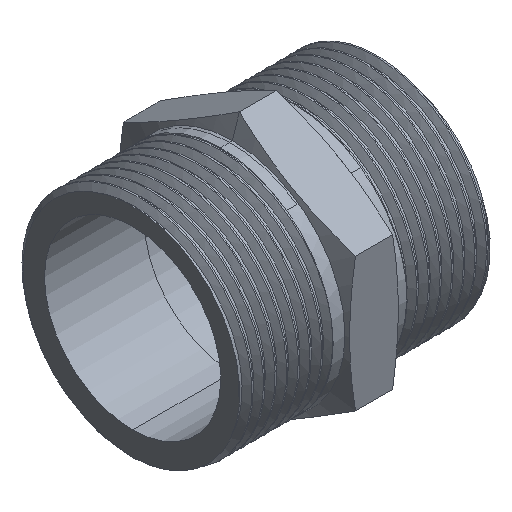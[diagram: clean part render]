
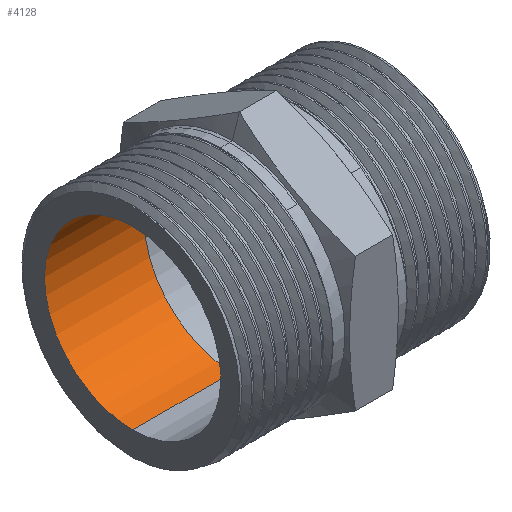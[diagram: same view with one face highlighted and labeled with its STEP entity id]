
A CAD part, isometric view. The second image highlights one B-rep face of the part: STEP entity #4128.
In plain terms, the highlighted cylindrical face has radius 19 mm (diameter 38 mm), a partial arc.
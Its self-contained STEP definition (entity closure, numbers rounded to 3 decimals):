
#31 = VERTEX_POINT ( 'NONE', #3851 ) ;
#52 = DIRECTION ( 'NONE',  ( -1., 0., 0. ) ) ;
#53 = DIRECTION ( 'NONE',  ( 0., 0., 1. ) ) ;
#81 = AXIS2_PLACEMENT_3D ( 'NONE', #5921, #52, #2449 ) ;
#342 = DIRECTION ( 'NONE',  ( -1., 0., 0. ) ) ;
#545 = CARTESIAN_POINT ( 'NONE',  ( -5.5, 0., 0. ) ) ;
#610 = ORIENTED_EDGE ( 'NONE', *, *, #6180, .F. ) ;
#796 = CARTESIAN_POINT ( 'NONE',  ( -27., 0., 19. ) ) ;
#1193 = DIRECTION ( 'NONE',  ( 0., 0., 1. ) ) ;
#1364 = CARTESIAN_POINT ( 'NONE',  ( -17.297, 0., 19. ) ) ;
#1862 = VERTEX_POINT ( 'NONE', #796 ) ;
#1983 = CYLINDRICAL_SURFACE ( 'NONE', #81, 19. ) ;
#2208 = DIRECTION ( 'NONE',  ( -1., 0., 0. ) ) ;
#2449 = DIRECTION ( 'NONE',  ( 0., 0., 1. ) ) ;
#3011 = CIRCLE ( 'NONE', #4488, 19. ) ;
#3127 = AXIS2_PLACEMENT_3D ( 'NONE', #545, #4718, #53 ) ;
#3347 = ORIENTED_EDGE ( 'NONE', *, *, #6072, .F. ) ;
#3690 = LINE ( 'NONE', #5060, #5342 ) ;
#3760 = CARTESIAN_POINT ( 'NONE',  ( -27., 0., 0. ) ) ;
#3851 = CARTESIAN_POINT ( 'NONE',  ( -5.5, 0., 19. ) ) ;
#3921 = EDGE_CURVE ( 'NONE', #1862, #4091, #3011, .T. ) ;
#4030 = FACE_OUTER_BOUND ( 'NONE', #6245, .T. ) ;
#4091 = VERTEX_POINT ( 'NONE', #5355 ) ;
#4128 = ADVANCED_FACE ( 'NONE', ( #4030 ), #1983, .F. ) ;
#4257 = CARTESIAN_POINT ( 'NONE',  ( -5.5, 0., -19. ) ) ;
#4488 = AXIS2_PLACEMENT_3D ( 'NONE', #3760, #342, #1193 ) ;
#4718 = DIRECTION ( 'NONE',  ( -1., 0., 0. ) ) ;
#4772 = EDGE_CURVE ( 'NONE', #31, #1862, #5887, .T. ) ;
#5060 = CARTESIAN_POINT ( 'NONE',  ( -17.297, 0., -19. ) ) ;
#5242 = CIRCLE ( 'NONE', #3127, 19. ) ;
#5319 = DIRECTION ( 'NONE',  ( -1., 0., 0. ) ) ;
#5342 = VECTOR ( 'NONE', #2208, 1000. ) ;
#5355 = CARTESIAN_POINT ( 'NONE',  ( -27., 0., -19. ) ) ;
#5622 = ORIENTED_EDGE ( 'NONE', *, *, #4772, .T. ) ;
#5887 = LINE ( 'NONE', #1364, #6393 ) ;
#5921 = CARTESIAN_POINT ( 'NONE',  ( -17.297, 0., 0. ) ) ;
#6072 = EDGE_CURVE ( 'NONE', #6329, #4091, #3690, .T. ) ;
#6180 = EDGE_CURVE ( 'NONE', #31, #6329, #5242, .T. ) ;
#6245 = EDGE_LOOP ( 'NONE', ( #3347, #610, #5622, #6508 ) ) ;
#6329 = VERTEX_POINT ( 'NONE', #4257 ) ;
#6393 = VECTOR ( 'NONE', #5319, 1000. ) ;
#6508 = ORIENTED_EDGE ( 'NONE', *, *, #3921, .T. ) ;
